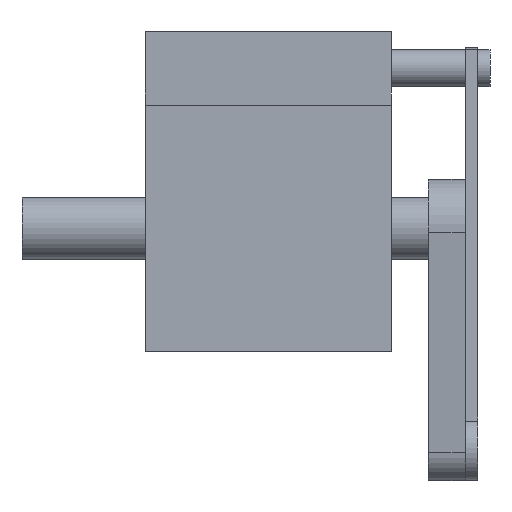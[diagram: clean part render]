
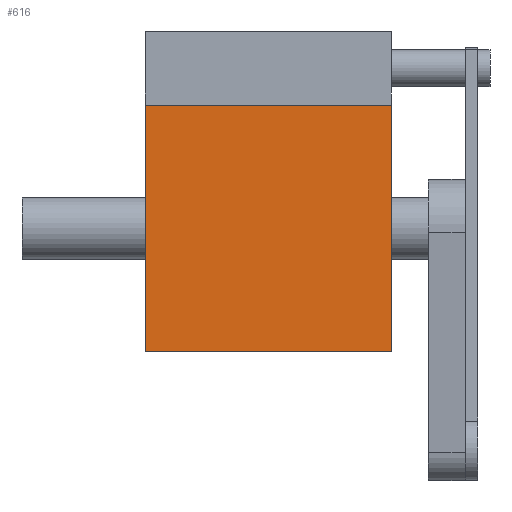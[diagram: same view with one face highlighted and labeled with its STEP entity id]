
A CAD part, front view. The second image highlights one B-rep face of the part: STEP entity #616.
In plain terms, the highlighted planar face has unit normal (0, -1, 0).
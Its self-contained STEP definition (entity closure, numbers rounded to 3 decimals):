
#89=PLANE('',#746);
#126=FACE_OUTER_BOUND('',#173,.T.);
#173=EDGE_LOOP('',(#564,#565,#566,#567));
#215=LINE('',#1116,#263);
#217=LINE('',#1120,#265);
#219=LINE('',#1124,#267);
#221=LINE('',#1127,#269);
#263=VECTOR('',#923,10.);
#265=VECTOR('',#927,10.);
#267=VECTOR('',#931,10.);
#269=VECTOR('',#935,10.);
#339=VERTEX_POINT('',#1113);
#340=VERTEX_POINT('',#1115);
#341=VERTEX_POINT('',#1119);
#342=VERTEX_POINT('',#1123);
#411=EDGE_CURVE('',#340,#339,#215,.T.);
#413=EDGE_CURVE('',#341,#340,#217,.T.);
#415=EDGE_CURVE('',#342,#341,#219,.T.);
#417=EDGE_CURVE('',#339,#342,#221,.T.);
#564=ORIENTED_EDGE('',*,*,#417,.T.);
#565=ORIENTED_EDGE('',*,*,#415,.T.);
#566=ORIENTED_EDGE('',*,*,#413,.T.);
#567=ORIENTED_EDGE('',*,*,#411,.T.);
#616=ADVANCED_FACE('',(#126),#89,.T.);
#746=AXIS2_PLACEMENT_3D('',#1128,#936,#937);
#923=DIRECTION('',(0.,0.,1.));
#927=DIRECTION('',(1.,0.,0.));
#931=DIRECTION('',(0.,0.,-1.));
#935=DIRECTION('',(-1.,0.,0.));
#936=DIRECTION('center_axis',(0.,-1.,0.));
#937=DIRECTION('ref_axis',(0.,0.,-1.));
#1113=CARTESIAN_POINT('',(115.,-500.,110.));
#1115=CARTESIAN_POINT('',(115.,-500.,10.));
#1116=CARTESIAN_POINT('',(115.,-500.,10.));
#1119=CARTESIAN_POINT('',(15.,-500.,10.));
#1120=CARTESIAN_POINT('',(15.,-500.,10.));
#1123=CARTESIAN_POINT('',(15.,-500.,110.));
#1124=CARTESIAN_POINT('',(15.,-500.,110.));
#1127=CARTESIAN_POINT('',(115.,-500.,110.));
#1128=CARTESIAN_POINT('Origin',(65.,-500.,60.));
